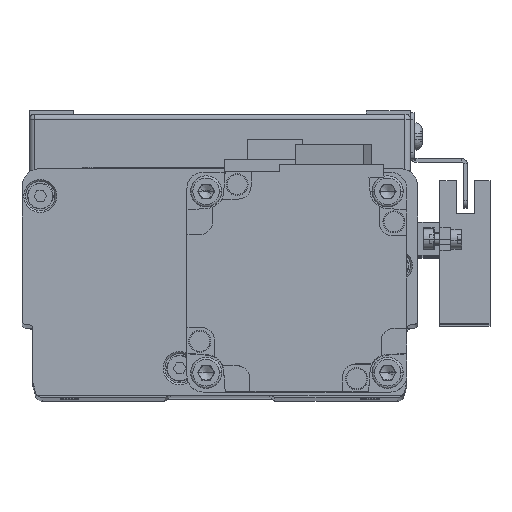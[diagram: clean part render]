
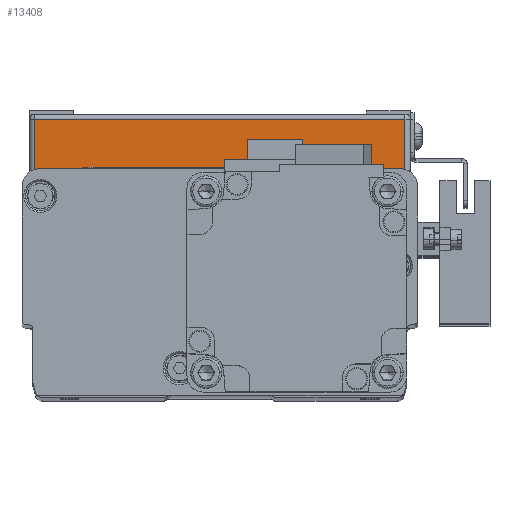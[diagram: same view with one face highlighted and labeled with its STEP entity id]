
A CAD part, top view. The second image highlights one B-rep face of the part: STEP entity #13408.
In plain terms, the highlighted face is planar.
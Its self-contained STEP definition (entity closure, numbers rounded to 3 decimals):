
#105 = VECTOR ( 'NONE', #35921, 1000. ) ;
#2136 = CARTESIAN_POINT ( 'NONE',  ( -85., -52., 14. ) ) ;
#3652 = LINE ( 'NONE', #2136, #24220 ) ;
#3684 = DIRECTION ( 'NONE',  ( 1., 0., 0. ) ) ;
#3810 = LINE ( 'NONE', #8714, #26135 ) ;
#4969 = DIRECTION ( 'NONE',  ( 0., 1., 0. ) ) ;
#6633 = CARTESIAN_POINT ( 'NONE',  ( -85., -52., 0. ) ) ;
#8714 = CARTESIAN_POINT ( 'NONE',  ( -85., -50.5, 15.5 ) ) ;
#8966 = ORIENTED_EDGE ( 'NONE', *, *, #16866, .T. ) ;
#9191 = CARTESIAN_POINT ( 'NONE',  ( -85., -52., 15.5 ) ) ;
#9560 = ORIENTED_EDGE ( 'NONE', *, *, #18789, .T. ) ;
#11311 = EDGE_LOOP ( 'NONE', ( #14116, #8966, #9560, #27288 ) ) ;
#13408 = ADVANCED_FACE ( 'NONE', ( #31026 ), #17401, .F. ) ;
#13473 = CARTESIAN_POINT ( 'NONE',  ( -85., -50.5, 0. ) ) ;
#13845 = EDGE_CURVE ( 'NONE', #23278, #22377, #3810, .T. ) ;
#14101 = CARTESIAN_POINT ( 'NONE',  ( -85., 50.5, 14. ) ) ;
#14116 = ORIENTED_EDGE ( 'NONE', *, *, #16815, .T. ) ;
#15020 = LINE ( 'NONE', #19141, #105 ) ;
#15823 = VERTEX_POINT ( 'NONE', #24099 ) ;
#16815 = EDGE_CURVE ( 'NONE', #22377, #32925, #3652, .T. ) ;
#16866 = EDGE_CURVE ( 'NONE', #32925, #15823, #15020, .T. ) ;
#17401 = PLANE ( 'NONE',  #29494 ) ;
#18789 = EDGE_CURVE ( 'NONE', #15823, #23278, #35973, .T. ) ;
#19141 = CARTESIAN_POINT ( 'NONE',  ( -85., 50.5, 15.5 ) ) ;
#22377 = VERTEX_POINT ( 'NONE', #22823 ) ;
#22823 = CARTESIAN_POINT ( 'NONE',  ( -85., -50.5, 14. ) ) ;
#23266 = DIRECTION ( 'NONE',  ( 0., 0., -1. ) ) ;
#23278 = VERTEX_POINT ( 'NONE', #13473 ) ;
#24099 = CARTESIAN_POINT ( 'NONE',  ( -85., 50.5, 0. ) ) ;
#24220 = VECTOR ( 'NONE', #4969, 1000. ) ;
#26135 = VECTOR ( 'NONE', #28291, 1000. ) ;
#26217 = DIRECTION ( 'NONE',  ( 0., -1., 0. ) ) ;
#27288 = ORIENTED_EDGE ( 'NONE', *, *, #13845, .T. ) ;
#28291 = DIRECTION ( 'NONE',  ( 0., 0., 1. ) ) ;
#29494 = AXIS2_PLACEMENT_3D ( 'NONE', #9191, #3684, #23266 ) ;
#31026 = FACE_OUTER_BOUND ( 'NONE', #11311, .T. ) ;
#32925 = VERTEX_POINT ( 'NONE', #14101 ) ;
#35086 = VECTOR ( 'NONE', #26217, 1000. ) ;
#35921 = DIRECTION ( 'NONE',  ( 0., 0., -1. ) ) ;
#35973 = LINE ( 'NONE', #6633, #35086 ) ;
